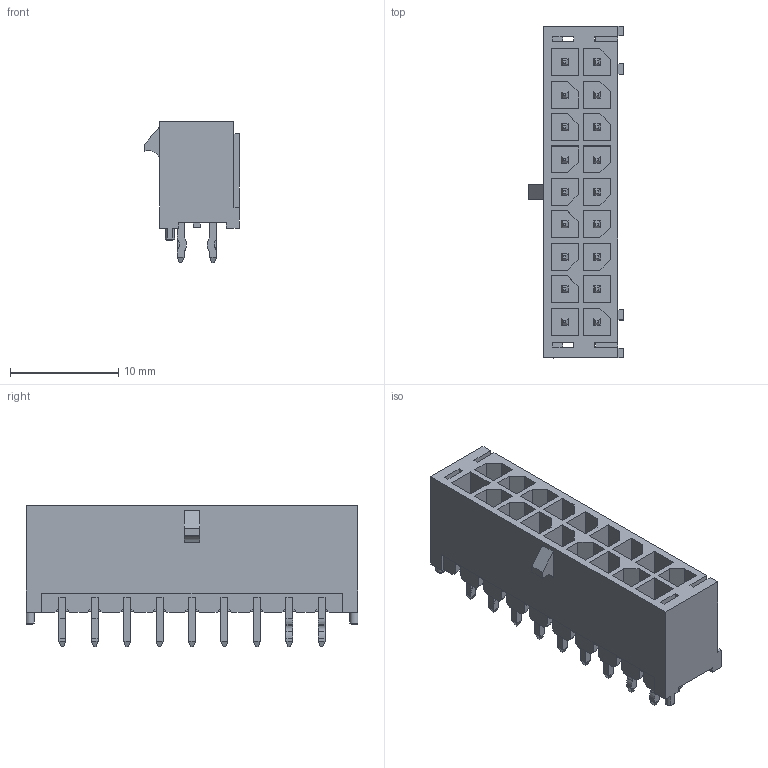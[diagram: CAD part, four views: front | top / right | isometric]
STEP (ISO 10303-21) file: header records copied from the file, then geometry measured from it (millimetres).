
FILE_DESCRIPTION(/* description */ ('Unknown'),/* implementation_level */ '2;1');
FILE_NAME(/* name */ '66201821122',/* time_stamp */ '2022-01-10T16:29:38+01:00',/* author */ ('Unknown'),/* organization */ ('Unknown'),/* preprocessor_version */ 'ST-DEVELOPER v16.7',/* originating_system */ 'Solid Edge',/* authorisation */ 'Unknown');
FILE_SCHEMA (('AUTOMOTIVE_DESIGN {1 0 10303 214 3 1 1}'));
Length unit declared in the file: millimetre
Products named in the file (4): 6620xx21122; 66201821122; 6620xx21122_PIN; 6620xx21122_PIN2
Assembly tree (23 placements, depth 2):
  6620xx21122
    66201821122
    6620xx21122_PIN  x8
    6620xx21122_PIN2  x14
Bounding box: 8.76 x 30.7 x 13.1 mm (x, y, z)
Volume: 1299.9 mm3; surface area: 3410.4 mm2
Topology: 23 solids, 23 shells, 850 faces, 2347 edges, 1504 vertices
Faces by surface type: plane 791, cylinder 53, cone 6
Entity records: 17039 total; most frequent: CARTESIAN_POINT 3105, ORIENTED_EDGE 3062, DIRECTION 2563, EDGE_CURVE 1531, LINE 1487, VECTOR 1487, VERTEX_POINT 1014, AXIS2_PLACEMENT_3D 538
